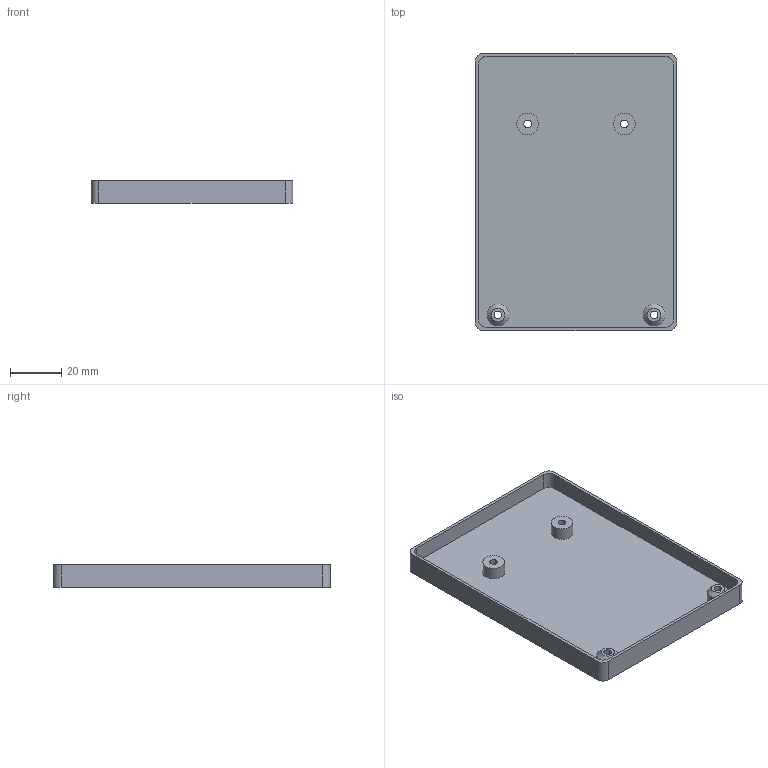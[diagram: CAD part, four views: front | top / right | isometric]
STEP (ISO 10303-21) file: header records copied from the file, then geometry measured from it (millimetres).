
FILE_DESCRIPTION(/* description */ (''),/* implementation_level */ '2;1');
FILE_NAME(/* name */ 'WCH Board Bumper Case v3.step',/* time_stamp */ '2022-08-08T19:56:54-10:00',/* author */ (''),/* organization */ (''),/* preprocessor_version */ 'ST-DEVELOPER v19',/* originating_system */ 'Autodesk Translation Framework v11.7.0.108',/* authorisation */ '');
FILE_SCHEMA (('AUTOMOTIVE_DESIGN { 1 0 10303 214 3 1 1 }'));
Length unit declared in the file: millimetre
Products named in the file (1): WCH Board Bumper Case
Bounding box: 78.52 x 107.94 x 8.86 mm (x, y, z)
Volume: 22730.2 mm3; surface area: 23330.9 mm2
Topology: 1 solids, 1 shells, 65 faces, 156 edges, 102 vertices
Faces by surface type: plane 43, cylinder 16, cone 6
Full cylindrical faces by diameter (mm): 3.02 x4, 8.5 x4
Entity records: 1929 total; most frequent: DIRECTION 326, CARTESIAN_POINT 324, ORIENTED_EDGE 312, EDGE_CURVE 156, LINE 118, VECTOR 118, AXIS2_PLACEMENT_3D 104, VERTEX_POINT 102
